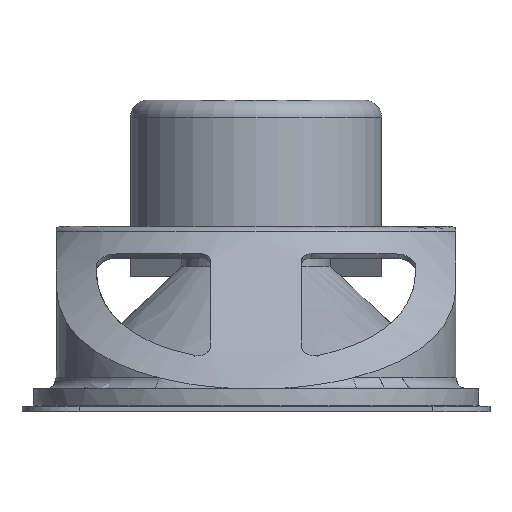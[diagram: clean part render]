
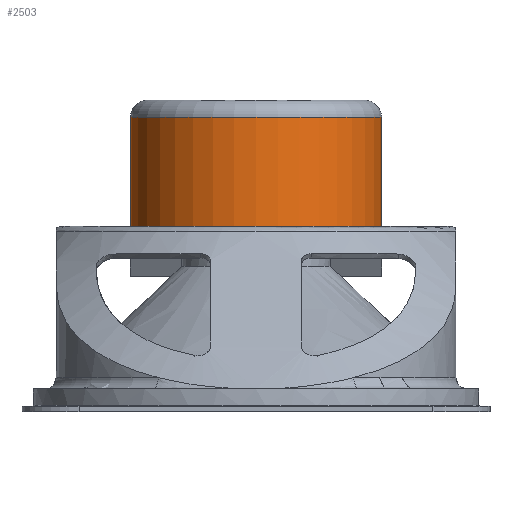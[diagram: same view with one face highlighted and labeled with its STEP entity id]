
A CAD part, front view. The second image highlights one B-rep face of the part: STEP entity #2503.
In plain terms, the highlighted cylindrical face has radius 11 mm (diameter 22 mm), a full revolution.
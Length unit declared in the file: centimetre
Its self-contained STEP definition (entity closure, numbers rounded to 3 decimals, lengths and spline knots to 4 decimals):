
#41=CYLINDRICAL_SURFACE('',#2652,1.1);
#534=CIRCLE('',#2651,1.1);
#535=CIRCLE('',#2653,1.1);
#612=VERTEX_POINT('',#3849);
#613=VERTEX_POINT('',#3852);
#992=EDGE_CURVE('',#612,#612,#534,.T.);
#993=EDGE_CURVE('',#613,#613,#535,.T.);
#1392=ORIENTED_EDGE('',*,*,#993,.F.);
#1393=ORIENTED_EDGE('',*,*,#992,.F.);
#2155=EDGE_LOOP('',(#1392));
#2156=EDGE_LOOP('',(#1393));
#2330=FACE_BOUND('',#2155,.T.);
#2331=FACE_BOUND('',#2156,.T.);
#2503=ADVANCED_FACE('',(#2330,#2331),#41,.T.);
#2651=AXIS2_PLACEMENT_3D('',#3848,#2837,#2838);
#2652=AXIS2_PLACEMENT_3D('',#3850,#2839,#2840);
#2653=AXIS2_PLACEMENT_3D('',#3851,#2841,#2842);
#2837=DIRECTION('',(0.,0.,1.));
#2838=DIRECTION('',(-1.1,0.,0.));
#2839=DIRECTION('',(0.,0.,1.));
#2840=DIRECTION('',(1.1,0.,0.));
#2841=DIRECTION('',(0.,0.,-1.));
#2842=DIRECTION('',(1.1,0.,0.));
#3848=CARTESIAN_POINT('',(0.,0.,2.38));
#3849=CARTESIAN_POINT('',(1.1,0.,2.38));
#3850=CARTESIAN_POINT('',(0.,0.,1.425));
#3851=CARTESIAN_POINT('',(0.,0.,1.425));
#3852=CARTESIAN_POINT('',(1.1,0.,1.425));
